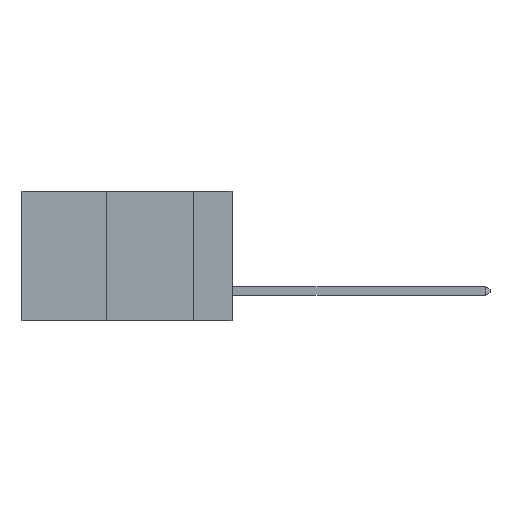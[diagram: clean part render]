
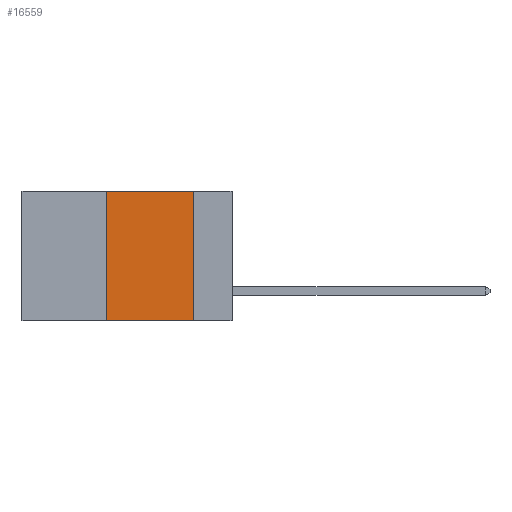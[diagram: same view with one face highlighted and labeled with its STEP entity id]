
A CAD part, left-side view. The second image highlights one B-rep face of the part: STEP entity #16559.
In plain terms, the highlighted planar face has unit normal (-1, 0, 0).
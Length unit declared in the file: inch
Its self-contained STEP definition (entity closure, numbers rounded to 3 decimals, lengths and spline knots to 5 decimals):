
#1124 = LINE ( 'NONE', #7681, #21053 ) ;
#1193 = CARTESIAN_POINT ( 'NONE',  ( 0., 0.36, -0.37 ) ) ;
#1271 = EDGE_LOOP ( 'NONE', ( #4287, #23024, #5480, #13091 ) ) ;
#1551 = CARTESIAN_POINT ( 'NONE',  ( 0., 0.11, 0. ) ) ;
#1653 = CARTESIAN_POINT ( 'NONE',  ( 0., 0.6, 0. ) ) ;
#2383 = DIRECTION ( 'NONE',  ( 1., 0., 0. ) ) ;
#2393 = EDGE_CURVE ( 'NONE', #23562, #2911, #13449, .T. ) ;
#2911 = VERTEX_POINT ( 'NONE', #9695 ) ;
#4287 = ORIENTED_EDGE ( 'NONE', *, *, #17820, .F. ) ;
#4347 = EDGE_CURVE ( 'NONE', #8809, #23562, #6366, .T. ) ;
#4923 = DIRECTION ( 'NONE',  ( 0., -1., 0. ) ) ;
#5480 = ORIENTED_EDGE ( 'NONE', *, *, #4347, .F. ) ;
#5759 = CARTESIAN_POINT ( 'NONE',  ( 0., 0.11, -0.37 ) ) ;
#6366 = LINE ( 'NONE', #14391, #16104 ) ;
#6432 = CARTESIAN_POINT ( 'NONE',  ( 0., 0.36, 0. ) ) ;
#6939 = EDGE_CURVE ( 'NONE', #8809, #14263, #1124, .T. ) ;
#7681 = CARTESIAN_POINT ( 'NONE',  ( 0., 0.6, -0.37 ) ) ;
#7707 = VECTOR ( 'NONE', #4923, 39.37008 ) ;
#8111 = CARTESIAN_POINT ( 'NONE',  ( 0., 0.6, 0. ) ) ;
#8779 = FACE_OUTER_BOUND ( 'NONE', #1271, .T. ) ;
#8809 = VERTEX_POINT ( 'NONE', #1193 ) ;
#9581 = DIRECTION ( 'NONE',  ( 0., -1., 0. ) ) ;
#9695 = CARTESIAN_POINT ( 'NONE',  ( 0., 0.11, 0. ) ) ;
#13091 = ORIENTED_EDGE ( 'NONE', *, *, #6939, .T. ) ;
#13449 = LINE ( 'NONE', #1653, #7707 ) ;
#13946 = PLANE ( 'NONE',  #18725 ) ;
#14263 = VERTEX_POINT ( 'NONE', #5759 ) ;
#14391 = CARTESIAN_POINT ( 'NONE',  ( 0., 0.36, 0. ) ) ;
#15894 = DIRECTION ( 'NONE',  ( 0., 0., -1. ) ) ;
#16104 = VECTOR ( 'NONE', #16351, 39.37008 ) ;
#16351 = DIRECTION ( 'NONE',  ( 0., 0., 1. ) ) ;
#16559 = ADVANCED_FACE ( 'NONE', ( #8779 ), #13946, .F. ) ;
#17042 = DIRECTION ( 'NONE',  ( 0., 0., -1. ) ) ;
#17820 = EDGE_CURVE ( 'NONE', #2911, #14263, #24035, .T. ) ;
#18725 = AXIS2_PLACEMENT_3D ( 'NONE', #8111, #2383, #15894 ) ;
#19010 = VECTOR ( 'NONE', #17042, 39.37008 ) ;
#21053 = VECTOR ( 'NONE', #9581, 39.37008 ) ;
#23024 = ORIENTED_EDGE ( 'NONE', *, *, #2393, .F. ) ;
#23562 = VERTEX_POINT ( 'NONE', #6432 ) ;
#24035 = LINE ( 'NONE', #1551, #19010 ) ;
